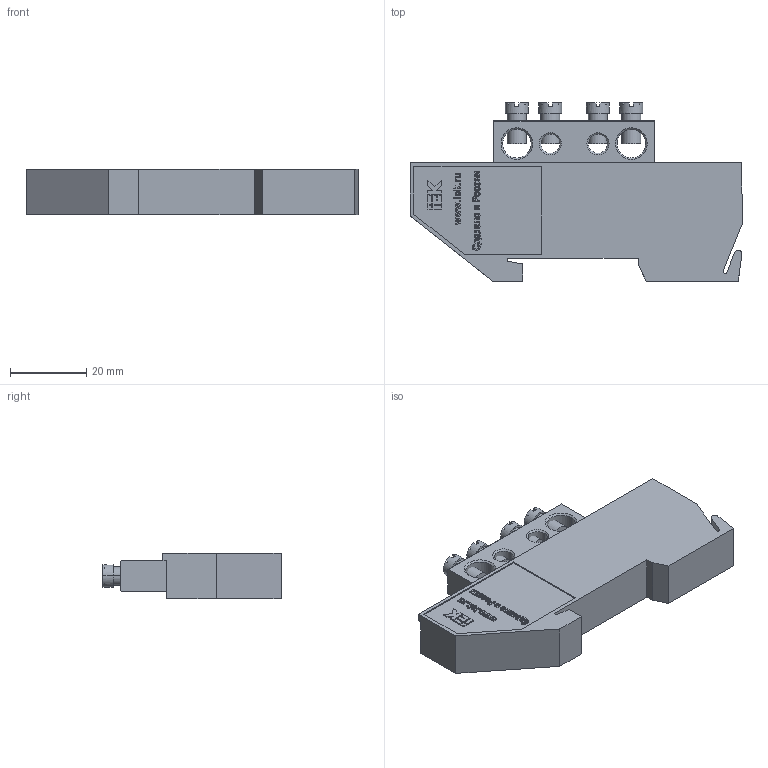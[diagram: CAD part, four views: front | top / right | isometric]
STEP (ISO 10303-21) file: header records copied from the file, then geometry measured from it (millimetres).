
FILE_DESCRIPTION (( 'STEP AP214' ), '1' );
FILE_NAME ('YNN10-812-4D-K05 Øèíà ÐÅ çåìëÿ íà DIN-èçîë ØÍÈ-8õ12-4-Ä-Æ ÈÝÊ.STEP', '2016-08-18T13:09:11', ( 'user' ), ( '' ), 'SwSTEP 2.0', 'SolidWorks 2014', '' );
FILE_SCHEMA (( 'AUTOMOTIVE_DESIGN' ));
Length unit declared in the file: millimetre
Products named in the file (4): Âèíò_Œ5; Øèíà ÂõÍ n-1_8å12 4-1; Èçîëÿòîð DIN æ¸ëòûé_€ƒˆ… 701.001.003; YNN10-812-4D-K05 Øèíà ÐÅ çåìëÿ íà DIN-èçîë ØÍÈ-8õ12-4-Ä-Æ ÈÝÊ
Assembly tree (6 placements, depth 2):
  YNN10-812-4D-K05 Øèíà ÐÅ çåìëÿ íà DIN-èçîë ØÍÈ-8õ12-4-Ä-Æ ÈÝÊ
    Èçîëÿòîð DIN æ¸ëòûé_€ƒˆ… 701.001.003
    Øèíà ÂõÍ n-1_8å12 4-1
    Âèíò_Œ5  x4
Bounding box: 87 x 46.7 x 12 mm (x, y, z)
Volume: 30158.9 mm3; surface area: 11090.7 mm2
Topology: 6 solids, 6 shells, 593 faces, 1571 edges, 1034 vertices
Faces by surface type: plane 412, bspline 108, cylinder 37, cone 36
Entity records: 24580 total; most frequent: CARTESIAN_POINT 9102, ORIENTED_EDGE 2490, DIRECTION 1849, EDGE_CURVE 1245, VECTOR 905, LINE 905, VERTEX_POINT 821, EDGE_LOOP 534
